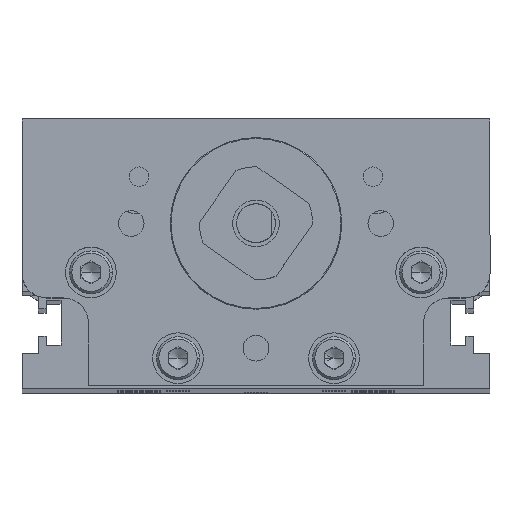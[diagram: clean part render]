
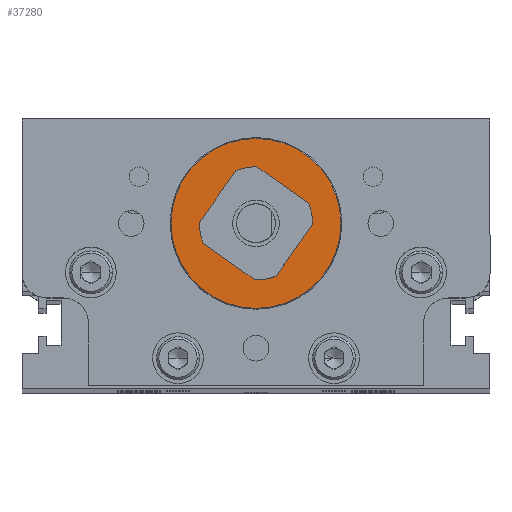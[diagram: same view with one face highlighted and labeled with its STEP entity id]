
A CAD part, top view. The second image highlights one B-rep face of the part: STEP entity #37280.
In plain terms, the highlighted planar face has unit normal (0, 0, 1).
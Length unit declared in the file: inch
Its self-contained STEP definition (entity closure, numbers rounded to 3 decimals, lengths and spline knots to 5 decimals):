
#1532 = ORIENTED_EDGE ( 'NONE', *, *, #86143, .F. ) ;
#5732 = EDGE_LOOP ( 'NONE', ( #73500, #33354 ) ) ;
#8802 = DIRECTION ( 'NONE',  ( 0., 0., -1. ) ) ;
#12686 = AXIS2_PLACEMENT_3D ( 'NONE', #46100, #18568, #12699 ) ;
#12699 = DIRECTION ( 'NONE',  ( 1., 0., 0. ) ) ;
#14053 = CIRCLE ( 'NONE', #27046, 0.42907 ) ;
#14653 = EDGE_CURVE ( 'NONE', #45105, #68185, #14053, .T. ) ;
#17346 = CARTESIAN_POINT ( 'NONE',  ( 0., 0.83465, 6.35827 ) ) ;
#18568 = DIRECTION ( 'NONE',  ( 0., 0., -1. ) ) ;
#20844 = DIRECTION ( 'NONE',  ( 0., 0., -1. ) ) ;
#26739 = DIRECTION ( 'NONE',  ( 1., 0., 0. ) ) ;
#27046 = AXIS2_PLACEMENT_3D ( 'NONE', #17346, #8802, #49913 ) ;
#27967 = AXIS2_PLACEMENT_3D ( 'NONE', #31916, #32806, #60368 ) ;
#28539 = VERTEX_POINT ( 'NONE', #80648 ) ;
#31916 = CARTESIAN_POINT ( 'NONE',  ( 0., 0.83465, 6.35827 ) ) ;
#32806 = DIRECTION ( 'NONE',  ( 0., 0., 1. ) ) ;
#33354 = ORIENTED_EDGE ( 'NONE', *, *, #56504, .T. ) ;
#34847 = CARTESIAN_POINT ( 'NONE',  ( 0., 0.83465, 6.35827 ) ) ;
#35698 = CIRCLE ( 'NONE', #42918, 0.19685 ) ;
#37280 = ADVANCED_FACE ( 'NONE', ( #79357, #52254 ), #38706, .T. ) ;
#38706 = PLANE ( 'NONE',  #27967 ) ;
#39473 = AXIS2_PLACEMENT_3D ( 'NONE', #48314, #69106, #42863 ) ;
#42299 = EDGE_LOOP ( 'NONE', ( #1532, #59120 ) ) ;
#42863 = DIRECTION ( 'NONE',  ( 0., 1., 0. ) ) ;
#42918 = AXIS2_PLACEMENT_3D ( 'NONE', #34847, #20844, #26739 ) ;
#45105 = VERTEX_POINT ( 'NONE', #67969 ) ;
#46100 = CARTESIAN_POINT ( 'NONE',  ( 0., 0.83465, 6.35827 ) ) ;
#48314 = CARTESIAN_POINT ( 'NONE',  ( 0., 0.83465, 6.35827 ) ) ;
#49913 = DIRECTION ( 'NONE',  ( 0., 1., 0. ) ) ;
#52254 = FACE_OUTER_BOUND ( 'NONE', #42299, .T. ) ;
#52459 = CIRCLE ( 'NONE', #39473, 0.42907 ) ;
#54474 = CARTESIAN_POINT ( 'NONE',  ( -0.19685, 0.83465, 6.35827 ) ) ;
#55815 = CARTESIAN_POINT ( 'NONE',  ( 0., 1.26372, 6.35827 ) ) ;
#56504 = EDGE_CURVE ( 'NONE', #71098, #28539, #35698, .T. ) ;
#59120 = ORIENTED_EDGE ( 'NONE', *, *, #14653, .F. ) ;
#60368 = DIRECTION ( 'NONE',  ( 1., 0., 0. ) ) ;
#67339 = EDGE_CURVE ( 'NONE', #28539, #71098, #86226, .T. ) ;
#67969 = CARTESIAN_POINT ( 'NONE',  ( 0., 0.40557, 6.35827 ) ) ;
#68185 = VERTEX_POINT ( 'NONE', #55815 ) ;
#69106 = DIRECTION ( 'NONE',  ( 0., 0., -1. ) ) ;
#71098 = VERTEX_POINT ( 'NONE', #54474 ) ;
#73500 = ORIENTED_EDGE ( 'NONE', *, *, #67339, .T. ) ;
#79357 = FACE_BOUND ( 'NONE', #5732, .T. ) ;
#80648 = CARTESIAN_POINT ( 'NONE',  ( 0.19685, 0.83465, 6.35827 ) ) ;
#86143 = EDGE_CURVE ( 'NONE', #68185, #45105, #52459, .T. ) ;
#86226 = CIRCLE ( 'NONE', #12686, 0.19685 ) ;
